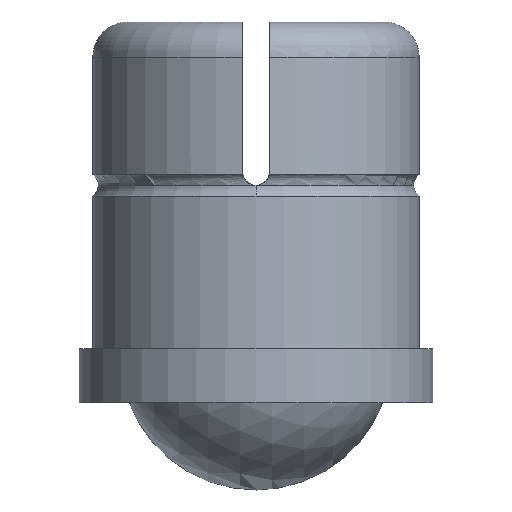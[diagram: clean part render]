
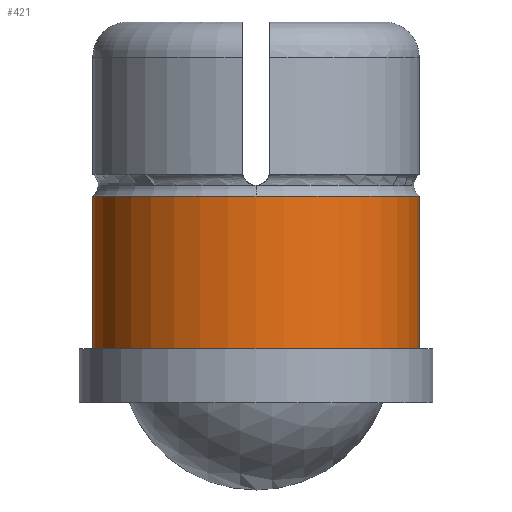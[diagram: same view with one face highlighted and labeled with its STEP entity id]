
A CAD part, front view. The second image highlights one B-rep face of the part: STEP entity #421.
In plain terms, the highlighted cylindrical face has radius 3 mm (diameter 6 mm), a partial arc.
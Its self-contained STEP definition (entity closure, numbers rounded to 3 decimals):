
#229=VERTEX_POINT('',#583);
#237=EDGE_CURVE('',#229,#347,#593,.T.);
#259=EDGE_CURVE('',#409,#491,#615,.T.);
#263=EDGE_CURVE('',#347,#491,#619,.T.);
#319=EDGE_CURVE('',#415,#409,#681,.T.);
#347=VERTEX_POINT('',#711);
#395=EDGE_CURVE('',#415,#229,#765,.T.);
#409=VERTEX_POINT('',#780);
#415=VERTEX_POINT('',#786);
#421=ADVANCED_FACE('',(#792),#793,.T.);
#491=VERTEX_POINT('',#873);
#583=CARTESIAN_POINT('',(3.0,0.,2.6));
#593=CIRCLE('',#1039,3.0);
#615=CIRCLE('',#1069,3.0);
#619=LINE('',#1074,#1075);
#681=CIRCLE('',#1226,3.0);
#711=CARTESIAN_POINT('',(-3.0,0.,2.6));
#765=LINE('',#1481,#1482);
#780=CARTESIAN_POINT('',(0.,-3.0,5.4));
#786=CARTESIAN_POINT('',(3.0,0.,5.4));
#792=FACE_OUTER_BOUND('',#1513,.T.);
#793=CYLINDRICAL_SURFACE('',#1514,3.0);
#873=CARTESIAN_POINT('',(-3.0,0.,5.4));
#1039=AXIS2_PLACEMENT_3D('',#1886,#1887,#1888);
#1069=AXIS2_PLACEMENT_3D('',#1900,#1901,#1902);
#1074=CARTESIAN_POINT('',(-3.0,0.,5.275));
#1075=VECTOR('',#1903,1.0);
#1226=AXIS2_PLACEMENT_3D('',#1969,#1970,#1971);
#1481=CARTESIAN_POINT('',(3.0,0.,5.275));
#1482=VECTOR('',#2055,1.0);
#1513=EDGE_LOOP('',(#2076,#2077,#2078,#2079,#2080));
#1514=AXIS2_PLACEMENT_3D('',#2081,#2082,#2083);
#1886=CARTESIAN_POINT('',(0.,0.0,2.6));
#1887=DIRECTION('',(0.,0.0,-1.0));
#1888=DIRECTION('',(1.0,0.,0.));
#1900=CARTESIAN_POINT('',(0.,0.0,5.4));
#1901=DIRECTION('',(0.,0.0,-1.0));
#1902=DIRECTION('',(1.0,0.,0.));
#1903=DIRECTION('',(0.,-0.0,1.0));
#1969=CARTESIAN_POINT('',(0.,0.0,5.4));
#1970=DIRECTION('',(0.,0.0,-1.0));
#1971=DIRECTION('',(1.0,0.,0.));
#2055=DIRECTION('',(0.,0.0,-1.0));
#2076=ORIENTED_EDGE('',*,*,#395,.F.);
#2077=ORIENTED_EDGE('',*,*,#319,.T.);
#2078=ORIENTED_EDGE('',*,*,#259,.T.);
#2079=ORIENTED_EDGE('',*,*,#263,.F.);
#2080=ORIENTED_EDGE('',*,*,#237,.F.);
#2081=CARTESIAN_POINT('',(0.,0.0,5.275));
#2082=DIRECTION('',(0.,-0.0,1.0));
#2083=DIRECTION('',(1.0,0.,0.));
